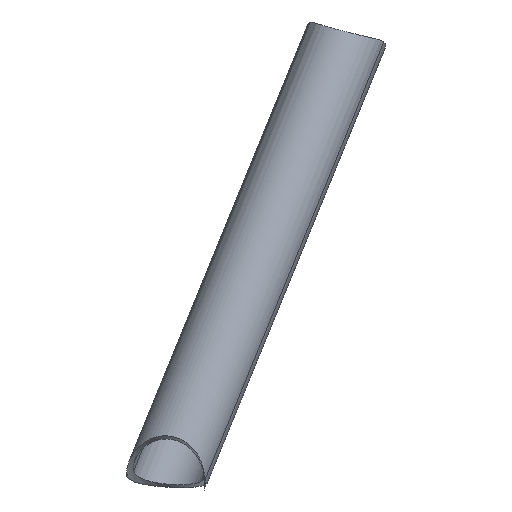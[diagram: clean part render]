
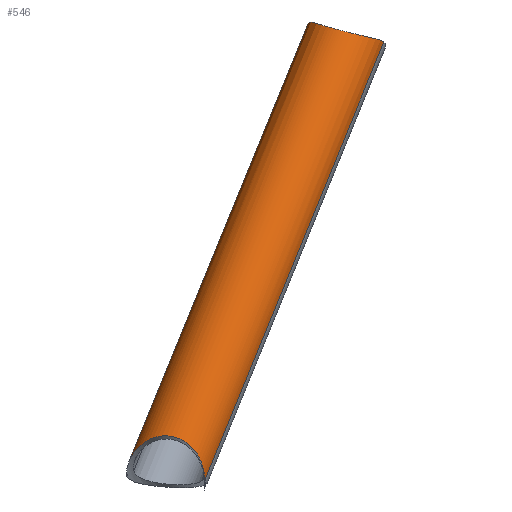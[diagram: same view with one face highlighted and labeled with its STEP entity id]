
A CAD part, left-side view. The second image highlights one B-rep face of the part: STEP entity #546.
In plain terms, the highlighted cylindrical face has radius 12.5 mm (diameter 25 mm), a partial arc.
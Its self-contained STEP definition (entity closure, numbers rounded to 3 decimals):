
#97=CARTESIAN_POINT('Vertex',(-356.392,225.076,161.754)) ;
#100=CARTESIAN_POINT('Axis2P3D Location',(-354.627,237.451,161.754)) ;
#104=CARTESIAN_POINT('Vertex',(-357.419,225.693,164.949)) ;
#416=CARTESIAN_POINT('Vertex',(44.75,193.119,300.564)) ;
#420=CARTESIAN_POINT('Control Point',(44.75,193.119,300.564)) ;
#421=CARTESIAN_POINT('Control Point',(44.014,193.224,301.223)) ;
#422=CARTESIAN_POINT('Control Point',(43.167,193.27,301.767)) ;
#423=CARTESIAN_POINT('Control Point',(42.247,193.279,302.171)) ;
#424=CARTESIAN_POINT('Control Point',(40.621,193.264,302.715)) ;
#425=CARTESIAN_POINT('Control Point',(38.946,193.207,303.061)) ;
#426=CARTESIAN_POINT('Control Point',(38.24,193.177,303.181)) ;
#427=CARTESIAN_POINT('Control Point',(36.479,193.091,303.426)) ;
#428=CARTESIAN_POINT('Control Point',(34.708,192.972,303.568)) ;
#429=CARTESIAN_POINT('Control Point',(33.652,192.891,303.627)) ;
#430=CARTESIAN_POINT('Control Point',(31.865,192.734,303.694)) ;
#431=CARTESIAN_POINT('Control Point',(30.08,192.543,303.713)) ;
#432=CARTESIAN_POINT('Control Point',(29.354,192.459,303.714)) ;
#433=CARTESIAN_POINT('Control Point',(26.614,192.118,303.696)) ;
#434=CARTESIAN_POINT('Control Point',(23.889,191.68,303.599)) ;
#435=CARTESIAN_POINT('Control Point',(21.913,191.3,303.497)) ;
#436=CARTESIAN_POINT('Control Point',(19.079,190.649,303.305)) ;
#437=CARTESIAN_POINT('Control Point',(16.311,189.789,303.041)) ;
#438=CARTESIAN_POINT('Control Point',(15.481,189.508,302.954)) ;
#439=CARTESIAN_POINT('Control Point',(13.815,188.885,302.763)) ;
#440=CARTESIAN_POINT('Control Point',(12.205,188.136,302.535)) ;
#441=CARTESIAN_POINT('Control Point',(11.411,187.719,302.41)) ;
#442=CARTESIAN_POINT('Control Point',(10.024,186.881,302.161)) ;
#443=CARTESIAN_POINT('Control Point',(8.799,185.836,301.861)) ;
#444=CARTESIAN_POINT('Control Point',(8.292,185.316,301.714)) ;
#445=CARTESIAN_POINT('Control Point',(7.642,184.44,301.471)) ;
#446=CARTESIAN_POINT('Control Point',(7.263,183.436,301.202)) ;
#447=CARTESIAN_POINT('Control Point',(7.172,183.083,301.109)) ;
#448=CARTESIAN_POINT('Control Point',(7.081,182.383,300.926)) ;
#449=CARTESIAN_POINT('Control Point',(7.15,181.681,300.747)) ;
#450=CARTESIAN_POINT('Control Point',(7.22,181.347,300.662)) ;
#451=CARTESIAN_POINT('Control Point',(7.507,180.432,300.434)) ;
#452=CARTESIAN_POINT('Control Point',(8.007,179.598,300.232)) ;
#453=CARTESIAN_POINT('Control Point',(8.392,179.098,300.113)) ;
#454=CARTESIAN_POINT('Control Point',(9.465,177.92,299.835)) ;
#455=CARTESIAN_POINT('Control Point',(10.734,176.933,299.61)) ;
#456=CARTESIAN_POINT('Control Point',(11.538,176.389,299.487)) ;
#457=CARTESIAN_POINT('Control Point',(13.209,175.381,299.261)) ;
#458=CARTESIAN_POINT('Control Point',(14.964,174.518,299.068)) ;
#459=CARTESIAN_POINT('Control Point',(15.855,174.116,298.978)) ;
#460=CARTESIAN_POINT('Control Point',(18.017,173.214,298.774)) ;
#461=CARTESIAN_POINT('Control Point',(20.231,172.443,298.59)) ;
#462=CARTESIAN_POINT('Control Point',(21.531,172.032,298.487)) ;
#463=CARTESIAN_POINT('Control Point',(24.486,171.179,298.258)) ;
#464=CARTESIAN_POINT('Control Point',(27.482,170.486,298.022)) ;
#465=CARTESIAN_POINT('Control Point',(29.157,170.146,297.881)) ;
#466=CARTESIAN_POINT('Control Point',(30.841,169.85,297.724)) ;
#467=CARTESIAN_POINT('Control Point',(32.527,169.61,297.529)) ;
#468=CARTESIAN_POINT('Vertex',(32.527,169.61,297.529)) ;
#490=CARTESIAN_POINT('Axis2P3D Location',(-152.331,208.6,232.377)) ;
#495=CARTESIAN_POINT('Line Origine',(-154.096,196.225,232.377)) ;
#500=CARTESIAN_POINT('Line Origine',(-150.567,220.975,232.377)) ;
#504=CARTESIAN_POINT('Vertex',(-349.672,249.37,162.868)) ;
#508=CARTESIAN_POINT('Control Point',(-357.419,225.693,164.949)) ;
#509=CARTESIAN_POINT('Control Point',(-357.091,225.768,165.51)) ;
#510=CARTESIAN_POINT('Control Point',(-356.857,225.899,166.119)) ;
#511=CARTESIAN_POINT('Control Point',(-356.661,226.074,166.724)) ;
#512=CARTESIAN_POINT('Control Point',(-356.256,226.572,168.112)) ;
#513=CARTESIAN_POINT('Control Point',(-355.927,227.273,169.433)) ;
#514=CARTESIAN_POINT('Control Point',(-355.744,227.735,170.154)) ;
#515=CARTESIAN_POINT('Control Point',(-355.164,229.434,172.379)) ;
#516=CARTESIAN_POINT('Control Point',(-354.614,231.711,174.086)) ;
#517=CARTESIAN_POINT('Control Point',(-354.23,233.524,174.933)) ;
#518=CARTESIAN_POINT('Control Point',(-353.536,237.255,175.743)) ;
#519=CARTESIAN_POINT('Control Point',(-352.964,241.004,174.988)) ;
#520=CARTESIAN_POINT('Control Point',(-352.729,242.707,174.267)) ;
#521=CARTESIAN_POINT('Control Point',(-352.483,244.661,172.961)) ;
#522=CARTESIAN_POINT('Control Point',(-352.282,246.256,171.274)) ;
#523=CARTESIAN_POINT('Control Point',(-352.24,246.588,170.886)) ;
#524=CARTESIAN_POINT('Control Point',(-352.14,247.346,169.911)) ;
#525=CARTESIAN_POINT('Control Point',(-352.041,247.987,168.853)) ;
#526=CARTESIAN_POINT('Control Point',(-351.979,248.321,168.207)) ;
#527=CARTESIAN_POINT('Control Point',(-351.873,248.766,167.185)) ;
#528=CARTESIAN_POINT('Control Point',(-351.699,249.095,166.131)) ;
#529=CARTESIAN_POINT('Control Point',(-351.627,249.195,165.761)) ;
#530=CARTESIAN_POINT('Control Point',(-351.474,249.336,165.132)) ;
#531=CARTESIAN_POINT('Control Point',(-351.237,249.423,164.522)) ;
#532=CARTESIAN_POINT('Control Point',(-351.121,249.449,164.277)) ;
#533=CARTESIAN_POINT('Control Point',(-350.826,249.48,163.783)) ;
#534=CARTESIAN_POINT('Control Point',(-350.427,249.462,163.366)) ;
#535=CARTESIAN_POINT('Control Point',(-350.19,249.439,163.175)) ;
#536=CARTESIAN_POINT('Control Point',(-349.936,249.408,163.011)) ;
#537=CARTESIAN_POINT('Control Point',(-349.672,249.37,162.868)) ;
#101=DIRECTION('Axis2P3D Direction',(0.936,-0.133,0.327)) ;
#491=DIRECTION('Axis2P3D Direction',(0.936,-0.133,0.327)) ;
#492=DIRECTION('Axis2P3D XDirection',(0.141,0.99,0.)) ;
#496=DIRECTION('Vector Direction',(0.936,-0.133,0.327)) ;
#501=DIRECTION('Vector Direction',(0.936,-0.133,0.327)) ;
#102=AXIS2_PLACEMENT_3D('Circle Axis2P3D',#100,#101,$) ;
#493=AXIS2_PLACEMENT_3D('Cylinder Axis2P3D',#490,#491,#492) ;
#540=ORIENTED_EDGE('',*,*,#106,.T.) ;
#541=ORIENTED_EDGE('',*,*,#499,.T.) ;
#542=ORIENTED_EDGE('',*,*,#470,.F.) ;
#543=ORIENTED_EDGE('',*,*,#506,.F.) ;
#544=ORIENTED_EDGE('',*,*,#538,.F.) ;
#497=VECTOR('Line Direction',#496,1.) ;
#502=VECTOR('Line Direction',#501,1.) ;
#546=ADVANCED_FACE('PartBody',(#545),#494,.T.) ;
#419=B_SPLINE_CURVE_WITH_KNOTS('',5,(#420,#421,#422,#423,#424,#425,#426,#427,#428,#429,#430,#431,#432,#433,#434,#435,#436,#437,#438,#439,#440,#441,#442,#443,#444,#445,#446,#447,#448,#449,#450,#451,#452,#453,#454,#455,#456,#457,#458,#459,#460,#461,#462,#463,#464,#465,#466,#467),.UNSPECIFIED.,.F.,.U.,(6,3,3,3,3,3,3,3,3,3,3,3,3,3,3,6),(0.,7.025,12.089,19.608,24.779,39.125,45.355,51.769,56.904,59.551,62.022,66.499,73.435,80.38,90.057,102.184),.UNSPECIFIED.) ;
#507=B_SPLINE_CURVE_WITH_KNOTS('',5,(#508,#509,#510,#511,#512,#513,#514,#515,#516,#517,#518,#519,#520,#521,#522,#523,#524,#525,#526,#527,#528,#529,#530,#531,#532,#533,#534,#535,#536,#537),.UNSPECIFIED.,.F.,.U.,(6,3,3,3,3,3,3,3,3,6),(0.,4.627,10.792,24.769,37.615,41.227,46.369,49.121,51.029,53.171),.UNSPECIFIED.) ;
#103=CIRCLE('generated circle',#102,12.5) ;
#494=CYLINDRICAL_SURFACE('generated cylinder',#493,12.5) ;
#106=EDGE_CURVE('',#105,#98,#103,.T.) ;
#470=EDGE_CURVE('',#417,#469,#419,.T.) ;
#499=EDGE_CURVE('',#98,#469,#498,.T.) ;
#506=EDGE_CURVE('',#505,#417,#503,.T.) ;
#538=EDGE_CURVE('',#105,#505,#507,.T.) ;
#539=EDGE_LOOP('',(#540,#541,#542,#543,#544)) ;
#545=FACE_OUTER_BOUND('',#539,.T.) ;
#498=LINE('Line',#495,#497) ;
#503=LINE('Line',#500,#502) ;
#98=VERTEX_POINT('',#97) ;
#105=VERTEX_POINT('',#104) ;
#417=VERTEX_POINT('',#416) ;
#469=VERTEX_POINT('',#468) ;
#505=VERTEX_POINT('',#504) ;
